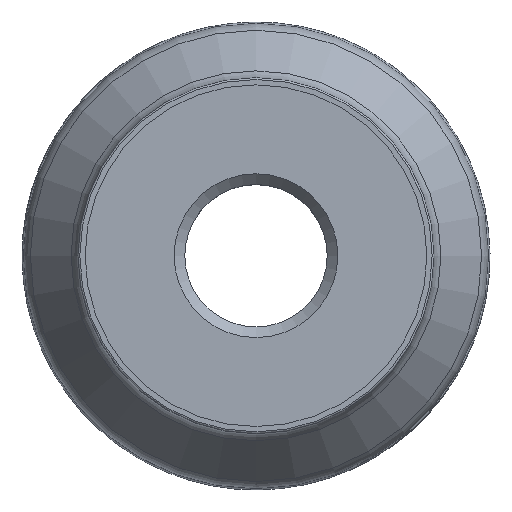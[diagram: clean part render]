
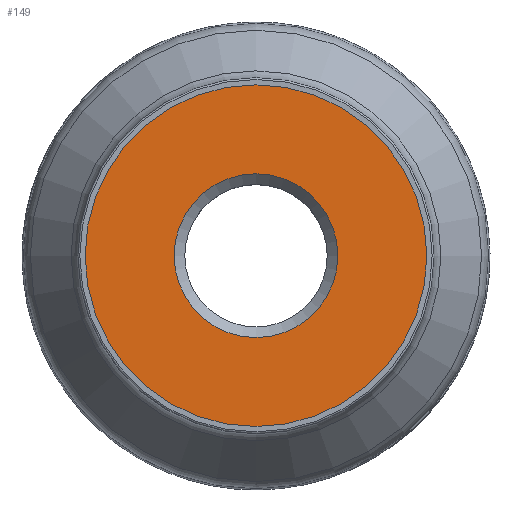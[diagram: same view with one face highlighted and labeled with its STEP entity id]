
A CAD part, top view. The second image highlights one B-rep face of the part: STEP entity #149.
In plain terms, the highlighted planar face has unit normal (0, 0, 1).
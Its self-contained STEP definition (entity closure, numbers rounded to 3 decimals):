
#112=PLANE('',#679);
#149=ADVANCED_FACE('CLONE_TP_FACE',(#203,#204),#112,.T.);
#203=FACE_BOUND('',#256,.T.);
#204=FACE_BOUND('',#257,.T.);
#256=EDGE_LOOP('',(#308));
#257=EDGE_LOOP('',(#309));
#308=ORIENTED_EDGE('',*,*,#362,.F.);
#309=ORIENTED_EDGE('',*,*,#361,.F.);
#334=VERTEX_POINT('',#966);
#335=VERTEX_POINT('',#969);
#361=EDGE_CURVE('',#334,#334,#387,.T.);
#362=EDGE_CURVE('',#335,#335,#388,.T.);
#387=CIRCLE('',#664,48.);
#388=CIRCLE('',#666,23.006);
#664=AXIS2_PLACEMENT_3D('',#965,#796,#797);
#666=AXIS2_PLACEMENT_3D('',#968,#800,#801);
#679=AXIS2_PLACEMENT_3D('',#988,#826,#827);
#796=DIRECTION('',(0.,0.,-1.));
#797=DIRECTION('',(1.,0.,0.));
#800=DIRECTION('',(0.,0.,1.));
#801=DIRECTION('',(1.,0.,0.));
#826=DIRECTION('',(0.,0.,1.));
#827=DIRECTION('',(1.,0.,0.));
#965=CARTESIAN_POINT('',(0.,0.,0.));
#966=CARTESIAN_POINT('',(48.,0.,0.));
#968=CARTESIAN_POINT('',(0.,0.,0.));
#969=CARTESIAN_POINT('',(23.006,0.,0.));
#988=CARTESIAN_POINT('',(0.,-20.006,0.));
